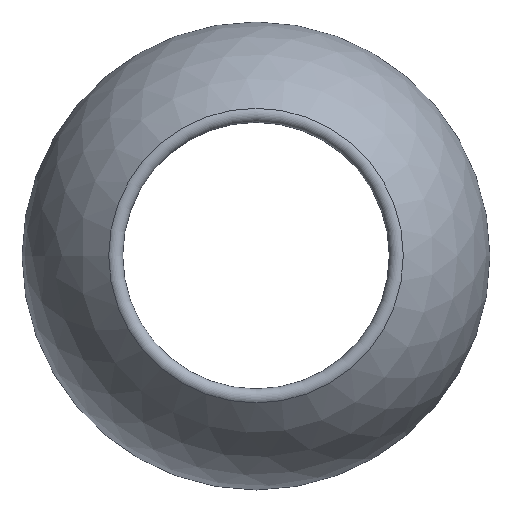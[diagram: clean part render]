
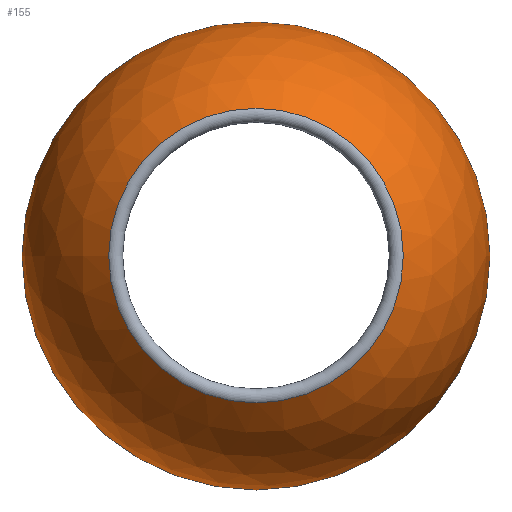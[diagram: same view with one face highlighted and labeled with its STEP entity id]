
A CAD part, top view. The second image highlights one B-rep face of the part: STEP entity #155.
In plain terms, the highlighted spherical face has radius 27.2 mm.
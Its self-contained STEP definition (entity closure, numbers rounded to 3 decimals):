
#15=SPHERICAL_SURFACE('',#191,27.2);
#31=FACE_OUTER_BOUND('',#42,.T.);
#42=EDGE_LOOP('',(#133,#134,#135,#136,#137));
#60=CIRCLE('',#182,27.2);
#61=CIRCLE('',#184,17.13);
#65=CIRCLE('',#188,17.13);
#67=CIRCLE('',#192,27.2);
#76=VERTEX_POINT('',#276);
#77=VERTEX_POINT('',#280);
#78=VERTEX_POINT('',#281);
#91=EDGE_CURVE('',#76,#76,#60,.T.);
#93=EDGE_CURVE('',#77,#78,#61,.T.);
#97=EDGE_CURVE('',#78,#77,#65,.T.);
#100=EDGE_CURVE('',#77,#76,#67,.T.);
#133=ORIENTED_EDGE('',*,*,#93,.F.);
#134=ORIENTED_EDGE('',*,*,#100,.T.);
#135=ORIENTED_EDGE('',*,*,#91,.T.);
#136=ORIENTED_EDGE('',*,*,#100,.F.);
#137=ORIENTED_EDGE('',*,*,#97,.F.);
#155=ADVANCED_FACE('',(#31),#15,.T.);
#182=AXIS2_PLACEMENT_3D('',#277,#223,#224);
#184=AXIS2_PLACEMENT_3D('',#282,#228,#229);
#188=AXIS2_PLACEMENT_3D('',#288,#236,#237);
#191=AXIS2_PLACEMENT_3D('',#293,#243,#244);
#192=AXIS2_PLACEMENT_3D('',#294,#245,#246);
#223=DIRECTION('center_axis',(0.,0.,1.));
#224=DIRECTION('ref_axis',(1.,0.,0.));
#228=DIRECTION('center_axis',(0.,0.,1.));
#229=DIRECTION('ref_axis',(1.,0.,0.));
#236=DIRECTION('center_axis',(0.,0.,1.));
#237=DIRECTION('ref_axis',(1.,0.,0.));
#243=DIRECTION('center_axis',(0.,0.,1.));
#244=DIRECTION('ref_axis',(1.,0.,0.));
#245=DIRECTION('center_axis',(0.,-1.,0.));
#246=DIRECTION('ref_axis',(-1.,0.,0.));
#276=CARTESIAN_POINT('',(-27.2,0.,10.));
#277=CARTESIAN_POINT('Origin',(0.,0.,10.));
#280=CARTESIAN_POINT('',(-17.13,0.,31.128));
#281=CARTESIAN_POINT('',(17.13,0.,31.128));
#282=CARTESIAN_POINT('Origin',(0.,0.,31.128));
#288=CARTESIAN_POINT('Origin',(0.,0.,31.128));
#293=CARTESIAN_POINT('Origin',(0.,0.,10.));
#294=CARTESIAN_POINT('Origin',(0.,0.,10.));
